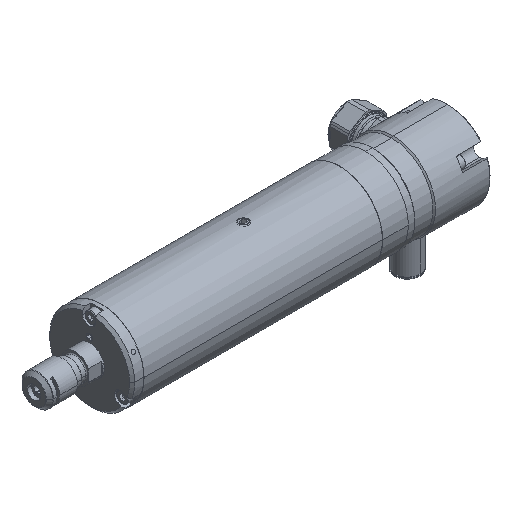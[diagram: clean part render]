
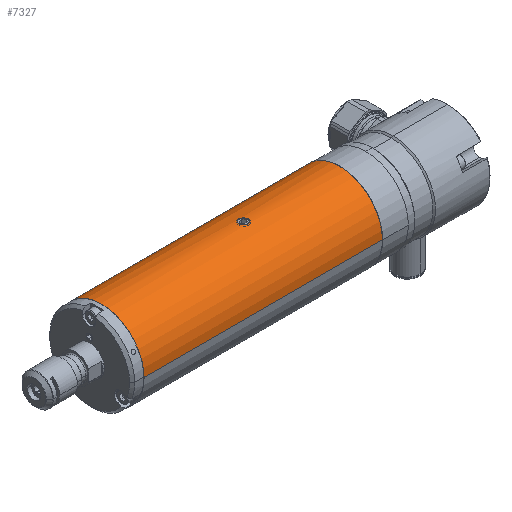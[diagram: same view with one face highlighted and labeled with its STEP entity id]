
A CAD part, isometric view. The second image highlights one B-rep face of the part: STEP entity #7327.
In plain terms, the highlighted cylindrical face has radius 16.5 mm (diameter 33 mm), a partial arc.
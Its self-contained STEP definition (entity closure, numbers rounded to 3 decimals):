
#6229 = CARTESIAN_POINT ( 'NONE',  ( 7.406, -14.308, -0.723 ) ) ;
#6251 = CARTESIAN_POINT ( 'NONE',  ( 44.406, 3.627, -17.374 ) ) ;
#6252 = LINE ( 'NONE', #6251, #6314 ) ;
#6256 = CARTESIAN_POINT ( 'NONE',  ( 44.406, -29.37, -16.946 ) ) ;
#6305 = CARTESIAN_POINT ( 'NONE',  ( 6.974, -11.052, -0.761 ) ) ;
#6306 = CARTESIAN_POINT ( 'NONE',  ( 7.191, -11.008, -0.766 ) ) ;
#6308 = B_SPLINE_CURVE_WITH_KNOTS ( 'NONE', 3,
 ( #6310, #6306, #6305, #6391, #6390, #6389, #6388, #6387, #6386, #6385, #6384, #6383, #6382, #6381, #6380, #6379, #6378, #6377, #6376, #6375, #6374, #6373, #6372, #6371, #6370, #6369 ),
 .UNSPECIFIED., .F., .F.,
 ( 4, 2, 2, 2, 2, 2, 2, 2, 2, 2, 2, 2, 4 ),
 ( 0.005, 0.006, 0.006, 0.007, 0.007, 0.007, 0.008, 0.008, 0.008, 0.009, 0.009, 0.01, 0.01 ),
 .UNSPECIFIED. ) ;
#6310 = CARTESIAN_POINT ( 'NONE',  ( 7.406, -11.008, -0.766 ) ) ;
#6313 = DIRECTION ( 'NONE',  ( 1., 0., 0. ) ) ;
#6314 = VECTOR ( 'NONE', #6313, 1000. ) ;
#6337 = CARTESIAN_POINT ( 'NONE',  ( -47.594, -29.37, -16.946 ) ) ;
#6347 = CARTESIAN_POINT ( 'NONE',  ( 7.406, -11.008, -0.766 ) ) ;
#6349 = CARTESIAN_POINT ( 'NONE',  ( 44.406, 3.627, -17.374 ) ) ;
#6358 = DIRECTION ( 'NONE',  ( 1., 0., 0. ) ) ;
#6359 = VECTOR ( 'NONE', #6358, 1000. ) ;
#6360 = CARTESIAN_POINT ( 'NONE',  ( 44.406, -29.37, -16.946 ) ) ;
#6365 = LINE ( 'NONE', #6360, #6359 ) ;
#6369 = CARTESIAN_POINT ( 'NONE',  ( 7.406, -14.308, -0.723 ) ) ;
#6370 = CARTESIAN_POINT ( 'NONE',  ( 7.188, -14.308, -0.723 ) ) ;
#6371 = CARTESIAN_POINT ( 'NONE',  ( 6.971, -14.264, -0.719 ) ) ;
#6372 = CARTESIAN_POINT ( 'NONE',  ( 6.574, -14.099, -0.706 ) ) ;
#6373 = CARTESIAN_POINT ( 'NONE',  ( 6.391, -13.976, -0.697 ) ) ;
#6374 = CARTESIAN_POINT ( 'NONE',  ( 6.163, -13.747, -0.683 ) ) ;
#6375 = CARTESIAN_POINT ( 'NONE',  ( 6.093, -13.662, -0.679 ) ) ;
#6376 = CARTESIAN_POINT ( 'NONE',  ( 5.973, -13.483, -0.671 ) ) ;
#6377 = CARTESIAN_POINT ( 'NONE',  ( 5.923, -13.388, -0.668 ) ) ;
#6378 = CARTESIAN_POINT ( 'NONE',  ( 5.84, -13.188, -0.663 ) ) ;
#6379 = CARTESIAN_POINT ( 'NONE',  ( 5.808, -13.083, -0.661 ) ) ;
#6380 = CARTESIAN_POINT ( 'NONE',  ( 5.767, -12.872, -0.66 ) ) ;
#6381 = CARTESIAN_POINT ( 'NONE',  ( 5.756, -12.765, -0.66 ) ) ;
#6382 = CARTESIAN_POINT ( 'NONE',  ( 5.756, -12.547, -0.663 ) ) ;
#6383 = CARTESIAN_POINT ( 'NONE',  ( 5.767, -12.44, -0.666 ) ) ;
#6384 = CARTESIAN_POINT ( 'NONE',  ( 5.809, -12.229, -0.672 ) ) ;
#6385 = CARTESIAN_POINT ( 'NONE',  ( 5.841, -12.124, -0.677 ) ) ;
#6386 = CARTESIAN_POINT ( 'NONE',  ( 5.924, -11.925, -0.687 ) ) ;
#6387 = CARTESIAN_POINT ( 'NONE',  ( 5.975, -11.83, -0.693 ) ) ;
#6388 = CARTESIAN_POINT ( 'NONE',  ( 6.094, -11.651, -0.705 ) ) ;
#6389 = CARTESIAN_POINT ( 'NONE',  ( 6.164, -11.566, -0.712 ) ) ;
#6390 = CARTESIAN_POINT ( 'NONE',  ( 6.392, -11.338, -0.731 ) ) ;
#6391 = CARTESIAN_POINT ( 'NONE',  ( 6.576, -11.216, -0.743 ) ) ;
#6536 = CARTESIAN_POINT ( 'NONE',  ( -47.594, 3.627, -17.374 ) ) ;
#6728 = VERTEX_POINT ( 'NONE', #6256 ) ;
#6748 = EDGE_CURVE ( 'NONE', #6771, #6751, #6308, .T. ) ;
#6751 = VERTEX_POINT ( 'NONE', #6229 ) ;
#6753 = EDGE_CURVE ( 'NONE', #6796, #6779, #6252, .T. ) ;
#6760 = EDGE_CURVE ( 'NONE', #6780, #6728, #6365, .T. ) ;
#6771 = VERTEX_POINT ( 'NONE', #6347 ) ;
#6779 = VERTEX_POINT ( 'NONE', #6349 ) ;
#6780 = VERTEX_POINT ( 'NONE', #6337 ) ;
#6796 = VERTEX_POINT ( 'NONE', #6536 ) ;
#7013 = EDGE_LOOP ( 'NONE', ( #7331, #7324 ) ) ;
#7016 = ORIENTED_EDGE ( 'NONE', *, *, #7356, .F. ) ;
#7206 = EDGE_LOOP ( 'NONE', ( #7232, #7330, #7364, #7016 ) ) ;
#7231 = EDGE_CURVE ( 'NONE', #6751, #6771, #9059, .T. ) ;
#7232 = ORIENTED_EDGE ( 'NONE', *, *, #6753, .F. ) ;
#7324 = ORIENTED_EDGE ( 'NONE', *, *, #6748, .F. ) ;
#7327 = ADVANCED_FACE ( 'NONE', ( #9269, #9275 ), #9274, .T. ) ;
#7330 = ORIENTED_EDGE ( 'NONE', *, *, #7366, .T. ) ;
#7331 = ORIENTED_EDGE ( 'NONE', *, *, #7231, .F. ) ;
#7356 = EDGE_CURVE ( 'NONE', #6779, #6728, #9235, .T. ) ;
#7364 = ORIENTED_EDGE ( 'NONE', *, *, #6760, .T. ) ;
#7366 = EDGE_CURVE ( 'NONE', #6796, #6780, #8621, .T. ) ;
#8547 = DIRECTION ( 'NONE',  ( 0., -1., 0.013 ) ) ;
#8548 = DIRECTION ( 'NONE',  ( 1., 0., 0. ) ) ;
#8549 = CARTESIAN_POINT ( 'NONE',  ( -47.594, -12.871, -17.16 ) ) ;
#8550 = AXIS2_PLACEMENT_3D ( 'NONE', #8549, #8548, #8547 ) ;
#8621 = CIRCLE ( 'NONE', #8550, 16.5 ) ;
#9021 = CARTESIAN_POINT ( 'NONE',  ( 7.406, -11.008, -0.766 ) ) ;
#9022 = CARTESIAN_POINT ( 'NONE',  ( 7.514, -11.008, -0.766 ) ) ;
#9023 = CARTESIAN_POINT ( 'NONE',  ( 7.623, -11.019, -0.765 ) ) ;
#9024 = CARTESIAN_POINT ( 'NONE',  ( 7.835, -11.061, -0.76 ) ) ;
#9025 = CARTESIAN_POINT ( 'NONE',  ( 7.938, -11.093, -0.756 ) ) ;
#9026 = CARTESIAN_POINT ( 'NONE',  ( 8.138, -11.175, -0.748 ) ) ;
#9027 = CARTESIAN_POINT ( 'NONE',  ( 8.234, -11.227, -0.742 ) ) ;
#9028 = CARTESIAN_POINT ( 'NONE',  ( 8.413, -11.346, -0.731 ) ) ;
#9029 = CARTESIAN_POINT ( 'NONE',  ( 8.496, -11.414, -0.725 ) ) ;
#9030 = CARTESIAN_POINT ( 'NONE',  ( 8.65, -11.568, -0.712 ) ) ;
#9031 = CARTESIAN_POINT ( 'NONE',  ( 8.718, -11.652, -0.705 ) ) ;
#9032 = CARTESIAN_POINT ( 'NONE',  ( 8.838, -11.83, -0.693 ) ) ;
#9033 = CARTESIAN_POINT ( 'NONE',  ( 8.889, -11.927, -0.687 ) ) ;
#9034 = CARTESIAN_POINT ( 'NONE',  ( 8.972, -12.126, -0.677 ) ) ;
#9035 = CARTESIAN_POINT ( 'NONE',  ( 9.003, -12.229, -0.672 ) ) ;
#9036 = CARTESIAN_POINT ( 'NONE',  ( 9.045, -12.441, -0.666 ) ) ;
#9037 = CARTESIAN_POINT ( 'NONE',  ( 9.056, -12.55, -0.663 ) ) ;
#9038 = CARTESIAN_POINT ( 'NONE',  ( 9.056, -12.873, -0.659 ) ) ;
#9039 = CARTESIAN_POINT ( 'NONE',  ( 9.013, -13.09, -0.661 ) ) ;
#9040 = CARTESIAN_POINT ( 'NONE',  ( 8.848, -13.488, -0.671 ) ) ;
#9041 = CARTESIAN_POINT ( 'NONE',  ( 8.725, -13.672, -0.679 ) ) ;
#9042 = CARTESIAN_POINT ( 'NONE',  ( 8.497, -13.9, -0.692 ) ) ;
#9043 = CARTESIAN_POINT ( 'NONE',  ( 8.412, -13.97, -0.697 ) ) ;
#9044 = CARTESIAN_POINT ( 'NONE',  ( 8.233, -14.09, -0.705 ) ) ;
#9045 = CARTESIAN_POINT ( 'NONE',  ( 8.138, -14.141, -0.709 ) ) ;
#9046 = CARTESIAN_POINT ( 'NONE',  ( 7.938, -14.224, -0.716 ) ) ;
#9047 = CARTESIAN_POINT ( 'NONE',  ( 7.833, -14.255, -0.718 ) ) ;
#9048 = CARTESIAN_POINT ( 'NONE',  ( 7.622, -14.297, -0.722 ) ) ;
#9049 = CARTESIAN_POINT ( 'NONE',  ( 7.515, -14.308, -0.723 ) ) ;
#9050 = CARTESIAN_POINT ( 'NONE',  ( 7.406, -14.308, -0.723 ) ) ;
#9059 = B_SPLINE_CURVE_WITH_KNOTS ( 'NONE', 3,
 ( #9050, #9049, #9048, #9047, #9046, #9045, #9044, #9043, #9042, #9041, #9040, #9039, #9038, #9037, #9036, #9035, #9034, #9033, #9032, #9031, #9030, #9029, #9028, #9027, #9026, #9025, #9024, #9023, #9022, #9021 ),
 .UNSPECIFIED., .F., .F.,
 ( 4, 2, 2, 2, 2, 2, 2, 2, 2, 2, 2, 2, 2, 2, 4 ),
 ( 0., 0., 0.001, 0.001, 0.001, 0.002, 0.003, 0.003, 0.003, 0.004, 0.004, 0.004, 0.005, 0.005, 0.005 ),
 .UNSPECIFIED. ) ;
#9227 = DIRECTION ( 'NONE',  ( 0., -1., 0.013 ) ) ;
#9228 = DIRECTION ( 'NONE',  ( 1., 0., 0. ) ) ;
#9229 = AXIS2_PLACEMENT_3D ( 'NONE', #9266, #9228, #9227 ) ;
#9235 = CIRCLE ( 'NONE', #9229, 16.5 ) ;
#9262 = DIRECTION ( 'NONE',  ( 0., -1., 0.013 ) ) ;
#9263 = DIRECTION ( 'NONE',  ( 1., 0., 0. ) ) ;
#9264 = CARTESIAN_POINT ( 'NONE',  ( 44.406, -12.871, -17.16 ) ) ;
#9266 = CARTESIAN_POINT ( 'NONE',  ( 44.406, -12.871, -17.16 ) ) ;
#9269 = FACE_OUTER_BOUND ( 'NONE', #7206, .T. ) ;
#9274 = CYLINDRICAL_SURFACE ( 'NONE', #9276, 16.5 ) ;
#9275 = FACE_BOUND ( 'NONE', #7013, .T. ) ;
#9276 = AXIS2_PLACEMENT_3D ( 'NONE', #9264, #9263, #9262 ) ;
